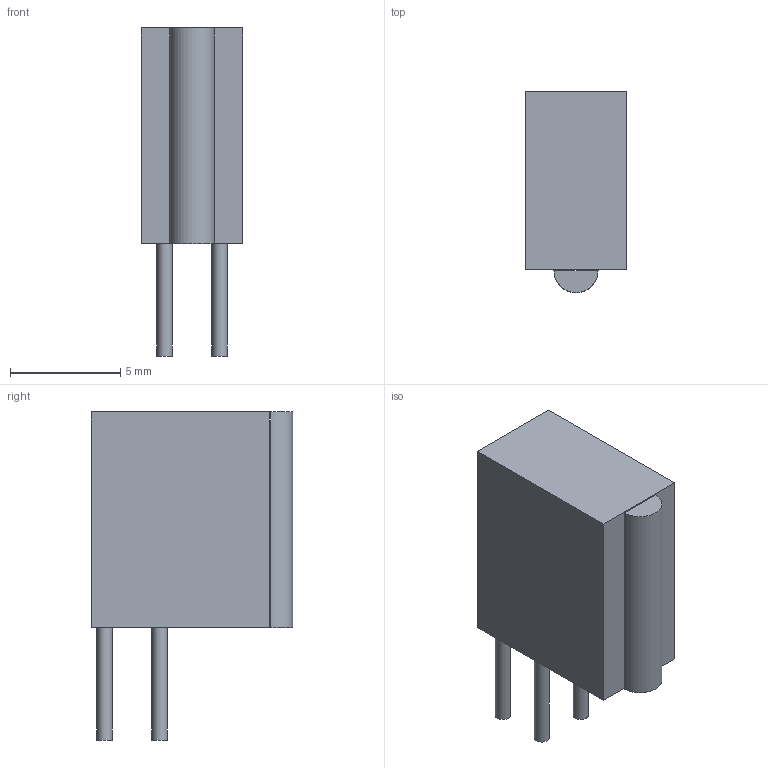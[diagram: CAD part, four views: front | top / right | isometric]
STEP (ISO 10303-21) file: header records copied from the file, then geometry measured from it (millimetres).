
FILE_DESCRIPTION(('FreeCAD Model'),'2;1');
FILE_NAME('536362.1.4.stp','2020-04-08T23:26:15',( 'Author'),(''),'Open CASCADE STEP processor 6.9','FreeCAD','Unknown' );
FILE_SCHEMA(('AUTOMOTIVE_DESIGN { 1 0 10303 214 1 1 1 1 }'));
Length unit declared in the file: millimetre
Products named in the file (3): ASSEMBLY; Body; Leads
Assembly tree (5 placements, depth 2):
  ASSEMBLY
    Body
    Leads  x4
Bounding box: 4.6 x 9.15 x 14.9 mm (x, y, z)
Volume: 411.1 mm3; surface area: 565.8 mm2
Topology: 18 solids, 18 shells, 58 faces, 66 edges, 44 vertices
Faces by surface type: plane 41, cylinder 17
Full cylindrical faces by diameter (mm): 0.69 x16
Entity records: 972 total; most frequent: DIRECTION 156, CARTESIAN_POINT 138, LINE 70, VECTOR 70, ORIENTED_EDGE 60, PCURVE 60, DEFINITIONAL_REPRESENTATION 60, AXIS2_PLACEMENT_3D 38
